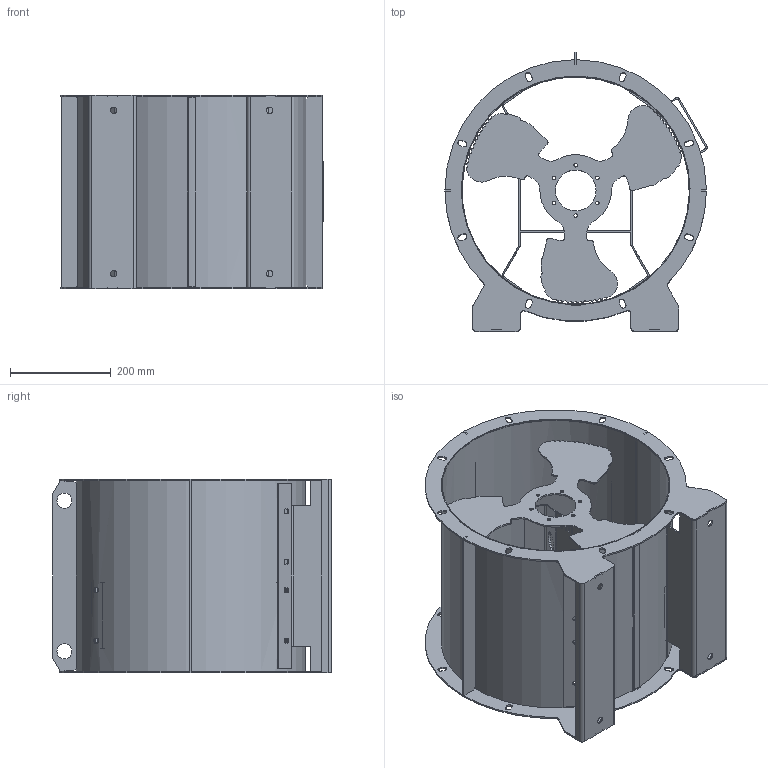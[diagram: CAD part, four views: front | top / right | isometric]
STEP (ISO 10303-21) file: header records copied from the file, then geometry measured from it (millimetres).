
FILE_DESCRIPTION(('STEP AP203'), '1');
FILE_NAME('蟲 4,5', '', ('UNSPECIFIED'), ('UNSPECIFIED'), 'ASCON STEP Converter 1.3', 'ASCON Math Kernel', '');
FILE_SCHEMA(('CONFIG_CONTROL_DESIGN'));
Length unit declared in the file: millimetre
Products named in the file (1): 蟲 4.5
Bounding box: 521.35 x 554.35 x 385 mm (x, y, z)
Volume: 2378714 mm3; surface area: 2316853 mm2
Topology: 7 solids, 7 shells, 905 faces, 2581 edges, 1670 vertices
Faces by surface type: plane 580, cylinder 325
Full cylindrical faces by diameter (mm): 7 x6, 13 x4, 28 x1, 30 x2, 40 x4, 81 x1
Entity records: 39128 total; most frequent: CARTESIAN_POINT 7387, ORIENTED_EDGE 5126, DIRECTION 4989, EDGE_CURVE 2563, LINE 1881, VECTOR 1881, VERTEX_POINT 1670, AXIS2_PLACEMENT_3D 1554
